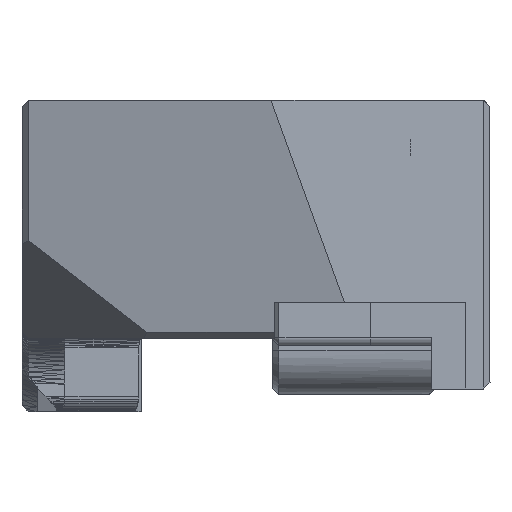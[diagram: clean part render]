
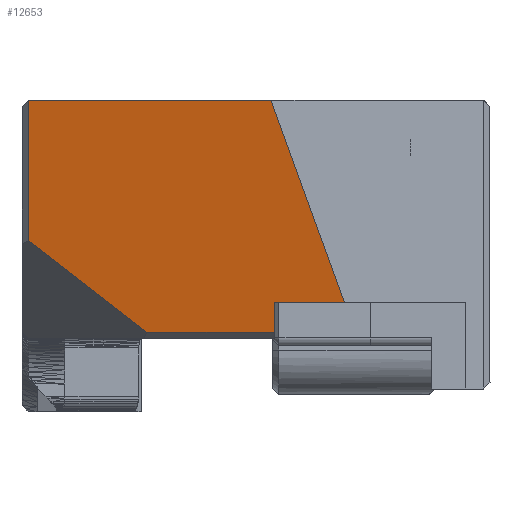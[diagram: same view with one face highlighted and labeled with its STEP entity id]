
A CAD part, left-side view. The second image highlights one B-rep face of the part: STEP entity #12653.
In plain terms, the highlighted planar face has unit normal (-0.984, 0.043, -0.174).
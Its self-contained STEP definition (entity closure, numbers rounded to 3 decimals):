
#390=LINE('',#18049,#1830);
#502=LINE('',#18784,#1942);
#1680=LINE('',#23163,#3120);
#1683=LINE('',#23169,#3123);
#1685=LINE('',#23173,#3125);
#1687=LINE('',#23177,#3127);
#1689=LINE('',#23180,#3129);
#1708=LINE('',#23221,#3148);
#1830=VECTOR('',#13948,1.);
#1942=VECTOR('',#14140,1.);
#3120=VECTOR('',#16952,1.);
#3123=VECTOR('',#16957,1.);
#3125=VECTOR('',#16961,1.);
#3127=VECTOR('',#16965,1.);
#3129=VECTOR('',#16969,1.);
#3148=VECTOR('',#17028,10.);
#3982=FACE_OUTER_BOUND('',#4782,.T.);
#4782=EDGE_LOOP('',(#11199,#11200,#11201,#11202,#11203,#11204,#11205,#11206));
#5112=VERTEX_POINT('',#18046);
#5113=VERTEX_POINT('',#18048);
#5242=VERTEX_POINT('',#18783);
#5911=VERTEX_POINT('',#23162);
#5912=VERTEX_POINT('',#23166);
#5913=VERTEX_POINT('',#23168);
#5914=VERTEX_POINT('',#23172);
#5915=VERTEX_POINT('',#23176);
#6132=EDGE_CURVE('',#5113,#5112,#390,.T.);
#6283=EDGE_CURVE('',#5242,#5113,#502,.T.);
#7651=EDGE_CURVE('',#5112,#5911,#1680,.T.);
#7654=EDGE_CURVE('',#5913,#5912,#1683,.T.);
#7656=EDGE_CURVE('',#5913,#5914,#1685,.T.);
#7658=EDGE_CURVE('',#5915,#5914,#1687,.T.);
#7660=EDGE_CURVE('',#5915,#5911,#1689,.T.);
#7680=EDGE_CURVE('',#5242,#5912,#1708,.T.);
#11199=ORIENTED_EDGE('',*,*,#7660,.F.);
#11200=ORIENTED_EDGE('',*,*,#7658,.T.);
#11201=ORIENTED_EDGE('',*,*,#7656,.F.);
#11202=ORIENTED_EDGE('',*,*,#7654,.T.);
#11203=ORIENTED_EDGE('',*,*,#7680,.F.);
#11204=ORIENTED_EDGE('',*,*,#6283,.T.);
#11205=ORIENTED_EDGE('',*,*,#6132,.T.);
#11206=ORIENTED_EDGE('',*,*,#7651,.T.);
#11873=PLANE('',#13642);
#12653=ADVANCED_FACE('',(#3982),#11873,.T.);
#13642=AXIS2_PLACEMENT_3D('',#23222,#17029,#17030);
#13948=DIRECTION('',(0.154,0.699,-0.699));
#14140=DIRECTION('',(0.044,0.999,0.));
#16952=DIRECTION('',(0.174,0.,-0.985));
#16957=DIRECTION('',(-0.044,-0.999,0.));
#16961=DIRECTION('',(0.174,0.,-0.985));
#16965=DIRECTION('',(-0.044,-0.999,0.));
#16969=DIRECTION('',(-0.073,0.789,0.61));
#17028=DIRECTION('',(0.149,-0.338,-0.929));
#17029=DIRECTION('center_axis',(-0.984,0.043,-0.174));
#17030=DIRECTION('ref_axis',(0.174,0.,-0.985));
#18046=CARTESIAN_POINT('',(-11.797,21.997,-4.5));
#18048=CARTESIAN_POINT('',(-11.797,21.997,-4.5));
#18049=CARTESIAN_POINT('',(-12.247,19.952,-2.455));
#18783=CARTESIAN_POINT('',(-12.49,6.122,-4.5));
#18784=CARTESIAN_POINT('',(-11.94,18.736,-4.5));
#23162=CARTESIAN_POINT('',(-10.181,21.997,-13.66));
#23163=CARTESIAN_POINT('',(-11.955,21.997,-3.607));
#23166=CARTESIAN_POINT('',(-10.367,1.311,-17.723));
#23168=CARTESIAN_POINT('',(-10.166,5.897,-17.723));
#23169=CARTESIAN_POINT('',(-9.61,18.634,-17.723));
#23172=CARTESIAN_POINT('',(-9.826,5.897,-19.654));
#23173=CARTESIAN_POINT('',(-12.637,5.897,-3.727));
#23176=CARTESIAN_POINT('',(-9.461,14.244,-19.654));
#23177=CARTESIAN_POINT('',(-9.27,18.619,-19.654));
#23180=CARTESIAN_POINT('',(-9.831,18.224,-16.577));
#23221=CARTESIAN_POINT('',(-11.828,4.621,-8.624));
#23222=CARTESIAN_POINT('Origin',(-12.093,18.743,-3.631));
